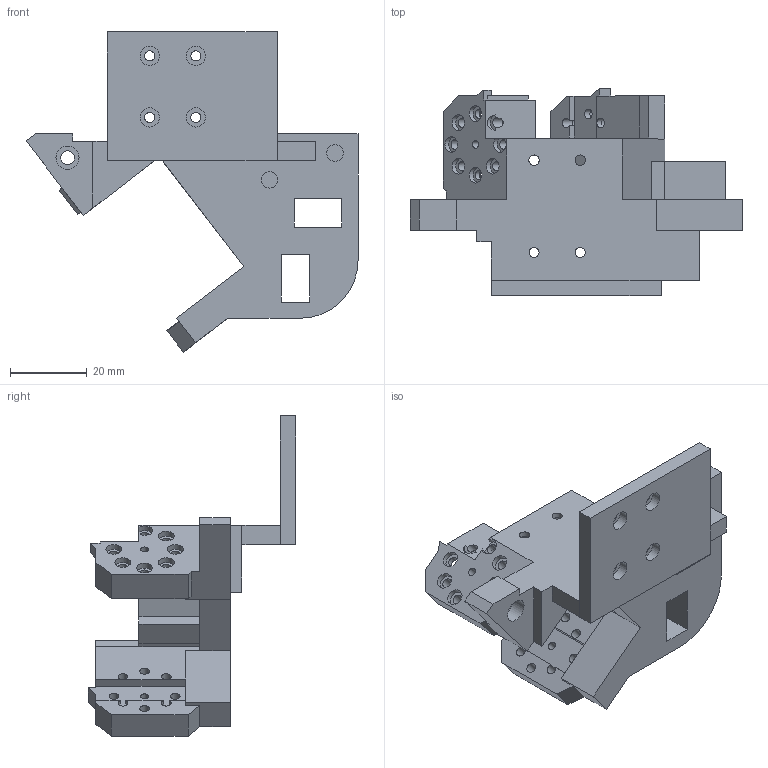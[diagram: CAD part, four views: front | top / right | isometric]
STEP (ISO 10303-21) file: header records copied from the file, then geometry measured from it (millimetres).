
FILE_DESCRIPTION(/* description */ (''),/* implementation_level */ '2;1');
FILE_NAME(/* name */ 'no_fingers_lower_palm_pla.stp',/* time_stamp */ '2025-01-01T15:20:28-05:00',/* author */ ('Kenny'),/* organization */ (''),/* preprocessor_version */ 'ST-DEVELOPER v20',/* originating_system */ 'Autodesk Inventor 2025',/* authorisation */ '');
FILE_SCHEMA (('AUTOMOTIVE_DESIGN { 1 0 10303 214 3 1 1 }'));
Length unit declared in the file: millimetre
Products named in the file (1): palm_bottom_no_fings_new_MIR
Bounding box: 86.38 x 54 x 83.32 mm (x, y, z)
Volume: 41280.9 mm3; surface area: 20277.6 mm2
Topology: 1 solids, 1 shells, 191 faces, 504 edges, 353 vertices
Faces by surface type: plane 132, cylinder 59
Full cylindrical faces by diameter (mm): 2 x2, 2.5 x16, 2.6 x6, 2.7 x2, 3.6 x1, 4.1 x14, 4.3 x6, 5 x8, 6 x1
Entity records: 6216 total; most frequent: CARTESIAN_POINT 1035, DIRECTION 1006, ORIENTED_EDGE 980, EDGE_CURVE 490, LINE 358, VECTOR 358, AXIS2_PLACEMENT_3D 324, VERTEX_POINT 323
